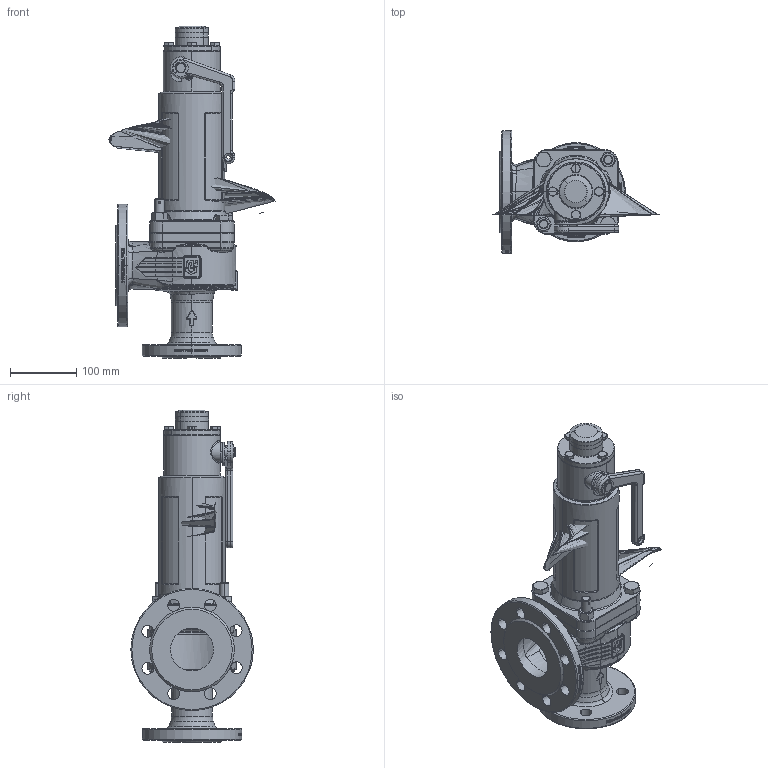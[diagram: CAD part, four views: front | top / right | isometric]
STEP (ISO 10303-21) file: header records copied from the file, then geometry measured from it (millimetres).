
FILE_DESCRIPTION(('HOOPS Exchange Step'),'2;1');
FILE_NAME('SF0410_DN40_DN40-65.stp','2025-06-26T08:43:30+02:00',('nieru'),('Unknown organisation'),'HOOPS Exchange 2024.2','HOOPS Exchange','Unknown authorisation');
FILE_SCHEMA( ('AP203_CONFIGURATION_CONTROLLED_3D_DESIGN_OF_MECHANICAL_PARTS_AND_ASSEMBLIES_MIM_LF') );
Length unit declared in the file: millimetre
Products named in the file (2): 0; root
Assembly tree (1 placements, depth 2):
  root
    0
Bounding box: 251.26 x 185 x 502.5 mm (x, y, z)
Volume: 2001713.2 mm3; surface area: 584475.7 mm2
Topology: 21 solids, 250 shells, 2533 faces, 6801 edges, 4556 vertices
Faces by surface type: bspline 921, plane 592, cylinder 489, cone 250, torus 166, extrusion 100, sphere 15
Full cylindrical faces by diameter (mm): 48 x1, 50 x1
Entity records: 179027 total; most frequent: CARTESIAN_POINT 125597, ORIENTED_EDGE 12311, DIRECTION 7727, EDGE_CURVE 6696, VERTEX_POINT 4554, B_SPLINE_CURVE_WITH_KNOTS 3483, AXIS2_PLACEMENT_3D 3021, EDGE_LOOP 2748
